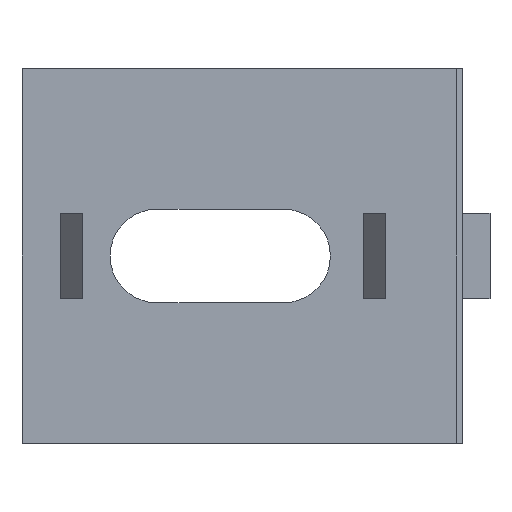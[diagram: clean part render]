
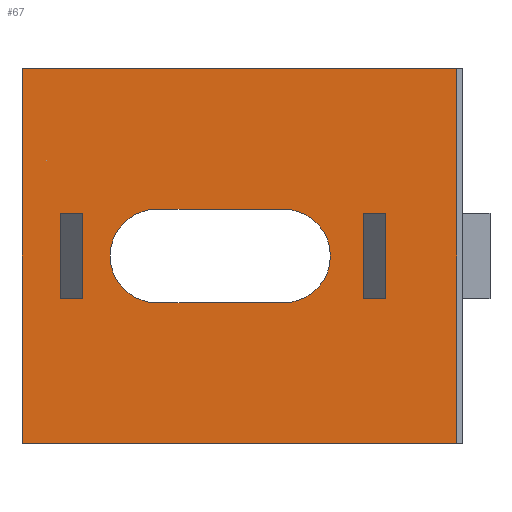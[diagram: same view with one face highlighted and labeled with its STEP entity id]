
A CAD part, front view. The second image highlights one B-rep face of the part: STEP entity #67.
In plain terms, the highlighted planar face has unit normal (0, -1, 0).
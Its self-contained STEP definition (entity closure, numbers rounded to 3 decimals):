
#67=ADVANCED_FACE('',(#404,#406,#408,#410),#412,.T.);
#404=FACE_BOUND('',#405,.T.);
#405=EDGE_LOOP('',(#682,#683,#684,#685));
#406=FACE_BOUND('',#407,.T.);
#407=EDGE_LOOP('',(#686,#687,#688,#689));
#408=FACE_BOUND('',#409,.T.);
#409=EDGE_LOOP('',(#690,#691,#692,#693));
#410=FACE_BOUND('',#411,.T.);
#411=EDGE_LOOP('',(#694,#695,#696,#697));
#412=PLANE('',#413);
#413=AXIS2_PLACEMENT_3D('',#414,#415,#416);
#414=CARTESIAN_POINT('',(-40.,0.,-17.));
#415=DIRECTION('',(0.,-1.,0.));
#416=DIRECTION('',(1.,0.,0.));
#682=ORIENTED_EDGE('',*,*,#868,.T.);
#683=ORIENTED_EDGE('',*,*,#869,.F.);
#684=ORIENTED_EDGE('',*,*,#870,.F.);
#685=ORIENTED_EDGE('',*,*,#871,.T.);
#686=ORIENTED_EDGE('',*,*,#872,.T.);
#687=ORIENTED_EDGE('',*,*,#873,.T.);
#688=ORIENTED_EDGE('',*,*,#874,.T.);
#689=ORIENTED_EDGE('',*,*,#875,.T.);
#690=ORIENTED_EDGE('',*,*,#876,.F.);
#691=ORIENTED_EDGE('',*,*,#877,.F.);
#692=ORIENTED_EDGE('',*,*,#878,.F.);
#693=ORIENTED_EDGE('',*,*,#879,.F.);
#694=ORIENTED_EDGE('',*,*,#880,.F.);
#695=ORIENTED_EDGE('',*,*,#881,.F.);
#696=ORIENTED_EDGE('',*,*,#882,.F.);
#697=ORIENTED_EDGE('',*,*,#883,.F.);
#868=EDGE_CURVE('',#977,#978,#979,.T.);
#869=EDGE_CURVE('',#980,#978,#981,.T.);
#870=EDGE_CURVE('',#982,#980,#983,.T.);
#871=EDGE_CURVE('',#982,#977,#984,.T.);
#872=EDGE_CURVE('',#985,#986,#987,.F.);
#873=EDGE_CURVE('',#986,#988,#989,.T.);
#874=EDGE_CURVE('',#988,#990,#991,.F.);
#875=EDGE_CURVE('',#990,#985,#992,.T.);
#876=EDGE_CURVE('',#993,#994,#995,.T.);
#877=EDGE_CURVE('',#996,#993,#997,.F.);
#878=EDGE_CURVE('',#998,#996,#999,.T.);
#879=EDGE_CURVE('',#994,#998,#1000,.T.);
#880=EDGE_CURVE('',#1001,#1002,#1003,.T.);
#881=EDGE_CURVE('',#1004,#1001,#1005,.F.);
#882=EDGE_CURVE('',#1006,#1004,#1007,.T.);
#883=EDGE_CURVE('',#1002,#1006,#1008,.T.);
#977=VERTEX_POINT('',#1166);
#978=VERTEX_POINT('',#1167);
#979=LINE('',#1168,#1169);
#980=VERTEX_POINT('',#1171);
#981=LINE('',#1172,#1173);
#982=VERTEX_POINT('',#1175);
#983=LINE('',#1176,#1177);
#984=LINE('',#1179,#1180);
#985=VERTEX_POINT('',#1182);
#986=VERTEX_POINT('',#1183);
#987=LINE('',#1184,#1185);
#988=VERTEX_POINT('',#1187);
#989=CIRCLE('',#1188,4.25);
#990=VERTEX_POINT('',#1192);
#991=LINE('',#1193,#1194);
#992=CIRCLE('',#1196,4.25);
#993=VERTEX_POINT('',#1200);
#994=VERTEX_POINT('',#1201);
#995=LINE('',#1202,#1203);
#996=VERTEX_POINT('',#1205);
#997=LINE('',#1206,#1207);
#998=VERTEX_POINT('',#1209);
#999=LINE('',#1210,#1211);
#1000=LINE('',#1213,#1214);
#1001=VERTEX_POINT('',#1216);
#1002=VERTEX_POINT('',#1217);
#1003=LINE('',#1218,#1219);
#1004=VERTEX_POINT('',#1221);
#1005=LINE('',#1222,#1223);
#1006=VERTEX_POINT('',#1225);
#1007=LINE('',#1226,#1227);
#1008=LINE('',#1229,#1230);
#1166=CARTESIAN_POINT('',(-0.5,0.,-17.));
#1167=CARTESIAN_POINT('',(-0.5,0.,17.));
#1168=CARTESIAN_POINT('',(-0.5,0.,-17.));
#1169=VECTOR('',#1170,1.);
#1170=DIRECTION('',(0.,0.,1.));
#1171=CARTESIAN_POINT('',(-40.,0.,17.));
#1172=CARTESIAN_POINT('',(-40.,0.,17.));
#1173=VECTOR('',#1174,1.);
#1174=DIRECTION('',(1.,0.,0.));
#1175=CARTESIAN_POINT('',(-40.,0.,-17.));
#1176=CARTESIAN_POINT('',(-40.,0.,-17.));
#1177=VECTOR('',#1178,1.);
#1178=DIRECTION('',(0.,0.,1.));
#1179=CARTESIAN_POINT('',(-40.,0.,-17.));
#1180=VECTOR('',#1181,1.);
#1181=DIRECTION('',(1.,0.,0.));
#1182=CARTESIAN_POINT('',(-16.25,0.,-4.25));
#1183=CARTESIAN_POINT('',(-27.75,0.,-4.25));
#1184=CARTESIAN_POINT('',(-27.75,0.,-4.25));
#1185=VECTOR('',#1186,1.);
#1186=DIRECTION('',(1.,0.,0.));
#1187=CARTESIAN_POINT('',(-27.75,0.,4.25));
#1188=AXIS2_PLACEMENT_3D('',#1189,#1190,#1191);
#1189=CARTESIAN_POINT('',(-27.75,0.,0.));
#1190=DIRECTION('',(-0.,1.,0.));
#1191=DIRECTION('',(0.,0.,-1.));
#1192=CARTESIAN_POINT('',(-16.25,0.,4.25));
#1193=CARTESIAN_POINT('',(-16.25,0.,4.25));
#1194=VECTOR('',#1195,1.);
#1195=DIRECTION('',(-1.,0.,0.));
#1196=AXIS2_PLACEMENT_3D('',#1197,#1198,#1199);
#1197=CARTESIAN_POINT('',(-16.25,0.,0.));
#1198=DIRECTION('',(-0.,1.,0.));
#1199=DIRECTION('',(0.,0.,1.));
#1200=CARTESIAN_POINT('',(-7.,0.,-3.9));
#1201=CARTESIAN_POINT('',(-7.,0.,3.9));
#1202=CARTESIAN_POINT('',(-7.,0.,-3.9));
#1203=VECTOR('',#1204,1.);
#1204=DIRECTION('',(0.,0.,1.));
#1205=CARTESIAN_POINT('',(-9.,0.,-3.9));
#1206=CARTESIAN_POINT('',(-7.,0.,-3.9));
#1207=VECTOR('',#1208,1.);
#1208=DIRECTION('',(-1.,0.,0.));
#1209=CARTESIAN_POINT('',(-9.,0.,3.9));
#1210=CARTESIAN_POINT('',(-9.,0.,3.9));
#1211=VECTOR('',#1212,1.);
#1212=DIRECTION('',(0.,0.,-1.));
#1213=CARTESIAN_POINT('',(-7.,0.,3.9));
#1214=VECTOR('',#1215,1.);
#1215=DIRECTION('',(-1.,0.,0.));
#1216=CARTESIAN_POINT('',(-34.5,0.,-3.9));
#1217=CARTESIAN_POINT('',(-34.5,0.,3.9));
#1218=CARTESIAN_POINT('',(-34.5,0.,-3.9));
#1219=VECTOR('',#1220,1.);
#1220=DIRECTION('',(0.,0.,1.));
#1221=CARTESIAN_POINT('',(-36.5,0.,-3.9));
#1222=CARTESIAN_POINT('',(-34.5,0.,-3.9));
#1223=VECTOR('',#1224,1.);
#1224=DIRECTION('',(-1.,0.,0.));
#1225=CARTESIAN_POINT('',(-36.5,0.,3.9));
#1226=CARTESIAN_POINT('',(-36.5,0.,3.9));
#1227=VECTOR('',#1228,1.);
#1228=DIRECTION('',(0.,0.,-1.));
#1229=CARTESIAN_POINT('',(-34.5,0.,3.9));
#1230=VECTOR('',#1231,1.);
#1231=DIRECTION('',(-1.,0.,0.));
